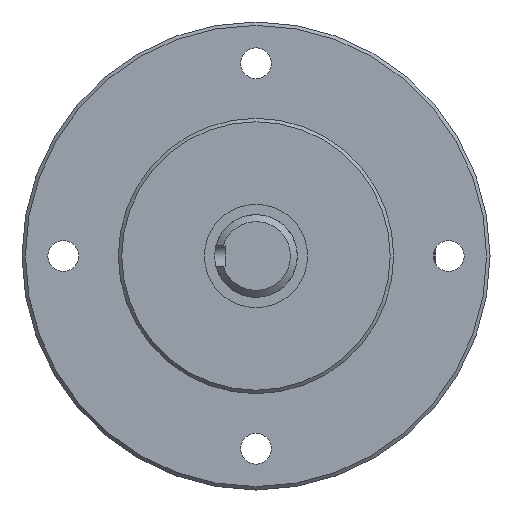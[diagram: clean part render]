
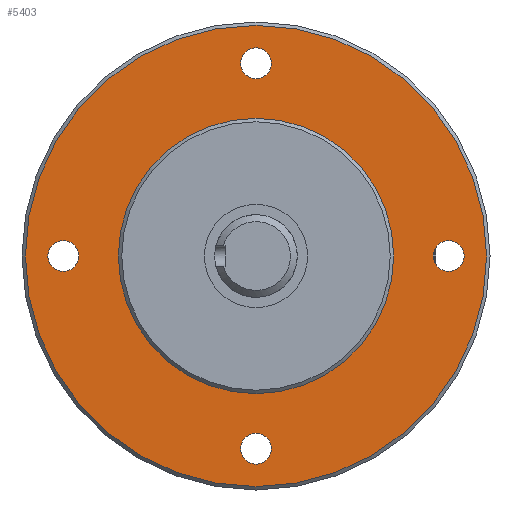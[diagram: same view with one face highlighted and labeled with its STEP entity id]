
A CAD part, left-side view. The second image highlights one B-rep face of the part: STEP entity #5403.
In plain terms, the highlighted planar face has unit normal (-1, 0, 0).
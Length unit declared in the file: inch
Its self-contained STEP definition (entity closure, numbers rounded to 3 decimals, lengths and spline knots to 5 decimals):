
#184=FACE_BOUND('',#989,.T.);
#185=FACE_BOUND('',#990,.T.);
#186=FACE_BOUND('',#991,.T.);
#187=FACE_BOUND('',#992,.T.);
#188=FACE_BOUND('',#993,.T.);
#369=CIRCLE('',#5918,4.188);
#371=CIRCLE('',#5922,2.5);
#372=CIRCLE('',#5923,0.281);
#373=CIRCLE('',#5924,0.281);
#374=CIRCLE('',#5925,0.281);
#375=CIRCLE('',#5926,0.281);
#674=FACE_OUTER_BOUND('',#988,.T.);
#988=EDGE_LOOP('',(#4693));
#989=EDGE_LOOP('',(#4694));
#990=EDGE_LOOP('',(#4695));
#991=EDGE_LOOP('',(#4696));
#992=EDGE_LOOP('',(#4697));
#993=EDGE_LOOP('',(#4698));
#2574=VERTEX_POINT('',#8992);
#2576=VERTEX_POINT('',#8998);
#2577=VERTEX_POINT('',#9000);
#2578=VERTEX_POINT('',#9002);
#2579=VERTEX_POINT('',#9004);
#2580=VERTEX_POINT('',#9006);
#3303=EDGE_CURVE('',#2574,#2574,#369,.T.);
#3305=EDGE_CURVE('',#2576,#2576,#371,.T.);
#3306=EDGE_CURVE('',#2577,#2577,#372,.T.);
#3307=EDGE_CURVE('',#2578,#2578,#373,.T.);
#3308=EDGE_CURVE('',#2579,#2579,#374,.T.);
#3309=EDGE_CURVE('',#2580,#2580,#375,.T.);
#4693=ORIENTED_EDGE('',*,*,#3303,.F.);
#4694=ORIENTED_EDGE('',*,*,#3305,.F.);
#4695=ORIENTED_EDGE('',*,*,#3306,.T.);
#4696=ORIENTED_EDGE('',*,*,#3307,.T.);
#4697=ORIENTED_EDGE('',*,*,#3308,.T.);
#4698=ORIENTED_EDGE('',*,*,#3309,.T.);
#5137=PLANE('',#5921);
#5403=ADVANCED_FACE('',(#674,#184,#185,#186,#187,#188),#5137,.F.);
#5918=AXIS2_PLACEMENT_3D('',#8993,#7228,#7229);
#5921=AXIS2_PLACEMENT_3D('',#8997,#7234,#7235);
#5922=AXIS2_PLACEMENT_3D('',#8999,#7236,#7237);
#5923=AXIS2_PLACEMENT_3D('',#9001,#7238,#7239);
#5924=AXIS2_PLACEMENT_3D('',#9003,#7240,#7241);
#5925=AXIS2_PLACEMENT_3D('',#9005,#7242,#7243);
#5926=AXIS2_PLACEMENT_3D('',#9007,#7244,#7245);
#7228=DIRECTION('center_axis',(1.,0.,0.));
#7229=DIRECTION('ref_axis',(0.,-1.,0.));
#7234=DIRECTION('center_axis',(1.,0.,0.));
#7235=DIRECTION('ref_axis',(0.,0.,-1.));
#7236=DIRECTION('center_axis',(-1.,0.,0.));
#7237=DIRECTION('ref_axis',(0.,1.,0.));
#7238=DIRECTION('center_axis',(1.,0.,0.));
#7239=DIRECTION('ref_axis',(0.,1.,0.));
#7240=DIRECTION('center_axis',(1.,0.,0.));
#7241=DIRECTION('ref_axis',(0.,0.,-1.));
#7242=DIRECTION('center_axis',(1.,0.,0.));
#7243=DIRECTION('ref_axis',(0.,-1.,0.));
#7244=DIRECTION('center_axis',(1.,0.,0.));
#7245=DIRECTION('ref_axis',(0.,0.,1.));
#8992=CARTESIAN_POINT('',(-3.673,4.188,0.));
#8993=CARTESIAN_POINT('Origin',(-3.673,0.,0.));
#8997=CARTESIAN_POINT('Origin',(-3.673,0.,0.));
#8998=CARTESIAN_POINT('',(-3.673,-2.5,0.));
#8999=CARTESIAN_POINT('Origin',(-3.673,0.,0.));
#9000=CARTESIAN_POINT('',(-3.673,3.219,0.));
#9001=CARTESIAN_POINT('Origin',(-3.673,3.5,0.));
#9002=CARTESIAN_POINT('',(-3.673,0.,-3.219));
#9003=CARTESIAN_POINT('Origin',(-3.673,0.,-3.5));
#9004=CARTESIAN_POINT('',(-3.673,-3.219,0.));
#9005=CARTESIAN_POINT('Origin',(-3.673,-3.5,0.));
#9006=CARTESIAN_POINT('',(-3.673,0.,3.219));
#9007=CARTESIAN_POINT('Origin',(-3.673,0.,3.5));
